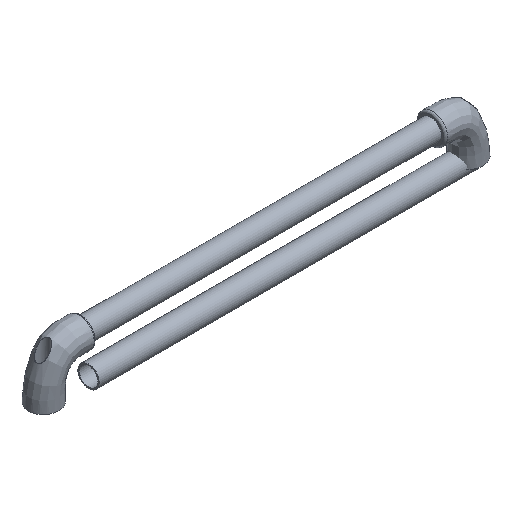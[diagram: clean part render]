
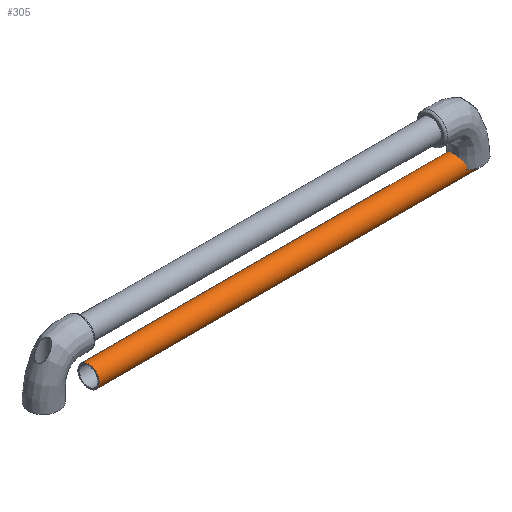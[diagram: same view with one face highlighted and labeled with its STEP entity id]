
A CAD part, isometric view. The second image highlights one B-rep face of the part: STEP entity #305.
In plain terms, the highlighted cylindrical face has radius 15 mm (diameter 30 mm), a full revolution.
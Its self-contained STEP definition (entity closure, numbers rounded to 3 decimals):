
#305 = ADVANCED_FACE( '', ( #580, #581 ), #582, .T. );
#580 = FACE_OUTER_BOUND( '', #3009, .T. );
#581 = FACE_OUTER_BOUND( '', #3010, .T. );
#582 = CYLINDRICAL_SURFACE( '', #3011, 15. );
#3009 = EDGE_LOOP( '', ( #3902 ) );
#3010 = EDGE_LOOP( '', ( #3903 ) );
#3011 = AXIS2_PLACEMENT_3D( '', #3904, #3905, #3906 );
#3902 = ORIENTED_EDGE( '', *, *, #4190, .F. );
#3903 = ORIENTED_EDGE( '', *, *, #4191, .T. );
#3904 = CARTESIAN_POINT( '', ( -536., 0., 0. ) );
#3905 = DIRECTION( '', ( -1., 0., 0. ) );
#3906 = DIRECTION( '', ( 0., 0., -1. ) );
#4190 = EDGE_CURVE( '', #4622, #4622, #4623, .T. );
#4191 = EDGE_CURVE( '', #4624, #4624, #4625, .T. );
#4622 = VERTEX_POINT( '', #7233 );
#4623 = CIRCLE( '', #7234, 15. );
#4624 = VERTEX_POINT( '', #7235 );
#4625 = CIRCLE( '', #7236, 15. );
#7233 = CARTESIAN_POINT( '', ( -536., 15., 0. ) );
#7234 = AXIS2_PLACEMENT_3D( '', #7743, #7744, #7745 );
#7235 = CARTESIAN_POINT( '', ( 0., 15., 0. ) );
#7236 = AXIS2_PLACEMENT_3D( '', #7746, #7747, #7748 );
#7743 = CARTESIAN_POINT( '', ( -536., 0., 0. ) );
#7744 = DIRECTION( '', ( -1., 0., 0. ) );
#7745 = DIRECTION( '', ( 0., 1., 0. ) );
#7746 = CARTESIAN_POINT( '', ( 0., 0., 0. ) );
#7747 = DIRECTION( '', ( -1., 0., 0. ) );
#7748 = DIRECTION( '', ( 0., 1., 0. ) );
